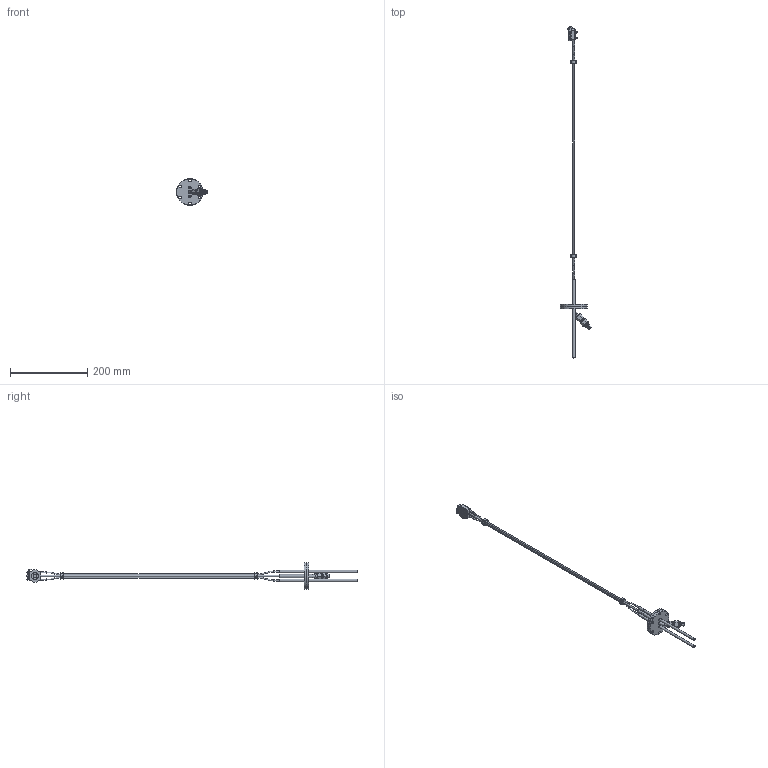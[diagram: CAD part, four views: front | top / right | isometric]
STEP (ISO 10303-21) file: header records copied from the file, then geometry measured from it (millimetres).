
FILE_DESCRIPTION(/* description */ ('UHV Bakeable Sensor (BK-A0F)'),/* implementation_level */ '2;1');
FILE_NAME(/* name */ 'BK-A0F - UHV Bakeable Sensor (Outline Model rev.B).stp',/* time_stamp */ '2020-02-14T12:01:30-05:00',/* author */ ('Joel Plasencia'),/* organization */ ('INFICON'),/* preprocessor_version */ 'ST-DEVELOPER v16',/* originating_system */ 'SIEMENS PLM Software NX 10.0',/* authorisation */ 'Copyright© 2020 INFICON - ALL RIGHTS RESERVED');
FILE_SCHEMA (('AUTOMOTIVE_DESIGN { 1 0 10303 214 3 1 1 1 }'));
Length unit declared in the file: inch
Products named in the file (1): BK-A0F_B
Bounding box: 80.39 x 860.03 x 69.34 mm (x, y, z)
Volume: 90935.1 mm3; surface area: 69595.9 mm2
Topology: 13 solids, 15 shells, 603 faces, 1466 edges, 936 vertices
Faces by surface type: plane 310, cylinder 194, cone 42, torus 38, bspline 15, extrusion 4
Full cylindrical faces by diameter (mm): 1.499 x6, 1.575 x3, 1.778 x1, 2.057 x6, 2.261 x4, 3.048 x14, 3.175 x6, 3.302 x2, 4.623 x2, 4.648 x9, 4.699 x1, 4.75 x3, 4.851 x1, 6.096 x2, 6.35 x6, 6.731 x2, 7.264 x1, 7.874 x4, 7.925 x2, 7.938 x1, 8.255 x1, 8.42 x1, 8.433 x1, 8.763 x1, 9.398 x1, 10.373 x1, 10.922 x1, 12.7 x2, 16.002 x1, 41.91 x1
Entity records: 17852 total; most frequent: CARTESIAN_POINT 4111, DIRECTION 2869, ORIENTED_EDGE 2610, EDGE_CURVE 1305, AXIS2_PLACEMENT_3D 1097, VERTEX_POINT 897, EDGE_LOOP 832, VECTOR 675
